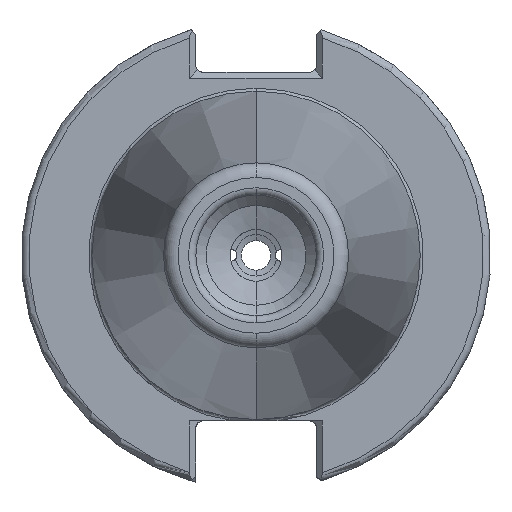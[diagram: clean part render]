
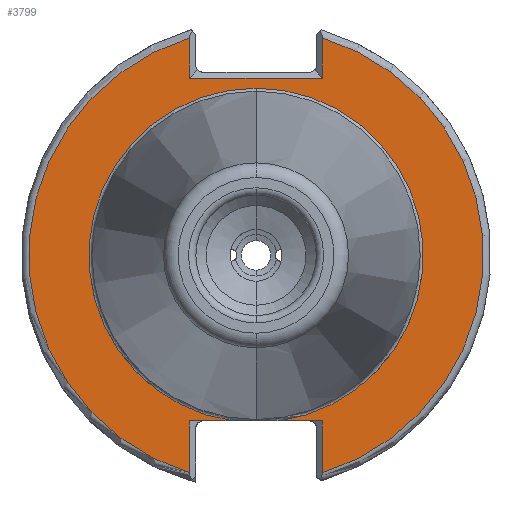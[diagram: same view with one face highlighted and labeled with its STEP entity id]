
A CAD part, left-side view. The second image highlights one B-rep face of the part: STEP entity #3799.
In plain terms, the highlighted planar face has unit normal (-1, 0, 0).
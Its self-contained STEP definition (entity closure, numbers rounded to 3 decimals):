
#17 = DIRECTION ( 'NONE',  ( 1., 0., 0. ) ) ;
#20 = AXIS2_PLACEMENT_3D ( 'NONE', #4817, #17, #72 ) ;
#28 = ORIENTED_EDGE ( 'NONE', *, *, #3355, .T. ) ;
#43 = CARTESIAN_POINT ( 'NONE',  ( -76.82, -8.99, -29.433 ) ) ;
#67 = VECTOR ( 'NONE', #1046, 1000. ) ;
#72 = DIRECTION ( 'NONE',  ( 0., 0., -1. ) ) ;
#97 = CARTESIAN_POINT ( 'NONE',  ( -76.82, 8.99, 30.701 ) ) ;
#130 = DIRECTION ( 'NONE',  ( 0., 0., 1. ) ) ;
#160 = VERTEX_POINT ( 'NONE', #1394 ) ;
#185 = VECTOR ( 'NONE', #435, 1000. ) ;
#212 = CARTESIAN_POINT ( 'NONE',  ( -76.82, 8.99, 24. ) ) ;
#249 = ORIENTED_EDGE ( 'NONE', *, *, #3291, .T. ) ;
#435 = DIRECTION ( 'NONE',  ( 0., 0., 1. ) ) ;
#488 = VECTOR ( 'NONE', #2145, 1000. ) ;
#517 = CARTESIAN_POINT ( 'NONE',  ( -76.82, 0., 0. ) ) ;
#528 = DIRECTION ( 'NONE',  ( -1., 0., 0. ) ) ;
#543 = DIRECTION ( 'NONE',  ( 0., 0., -1. ) ) ;
#554 = CARTESIAN_POINT ( 'NONE',  ( -76.82, 8.99, 0. ) ) ;
#702 = CARTESIAN_POINT ( 'NONE',  ( -76.82, -3.112, -22.41 ) ) ;
#922 = CARTESIAN_POINT ( 'NONE',  ( -76.82, 0., 22.625 ) ) ;
#933 = CARTESIAN_POINT ( 'NONE',  ( -76.82, 8.99, 29.433 ) ) ;
#1046 = DIRECTION ( 'NONE',  ( 0., -1., 0. ) ) ;
#1170 = CARTESIAN_POINT ( 'NONE',  ( -76.82, -8.19, -22.41 ) ) ;
#1181 = VERTEX_POINT ( 'NONE', #212 ) ;
#1212 = ORIENTED_EDGE ( 'NONE', *, *, #3454, .T. ) ;
#1393 = VERTEX_POINT ( 'NONE', #4319 ) ;
#1394 = CARTESIAN_POINT ( 'NONE',  ( -76.82, 8.99, -22.41 ) ) ;
#1464 = CARTESIAN_POINT ( 'NONE',  ( -76.82, 3.112, -22.41 ) ) ;
#1489 = EDGE_LOOP ( 'NONE', ( #249, #28, #3151, #4082, #2465, #2402, #1212, #1958, #2008, #4092, #2895 ) ) ;
#1492 = LINE ( 'NONE', #2050, #488 ) ;
#1551 = LINE ( 'NONE', #97, #3414 ) ;
#1624 = CARTESIAN_POINT ( 'NONE',  ( -76.82, -8.19, -22.41 ) ) ;
#1682 = DIRECTION ( 'NONE',  ( 0., -1., 0. ) ) ;
#1701 = CARTESIAN_POINT ( 'NONE',  ( -76.82, -8.99, 0. ) ) ;
#1761 = DIRECTION ( 'NONE',  ( 0., 0., -1. ) ) ;
#1773 = VERTEX_POINT ( 'NONE', #43 ) ;
#1842 = EDGE_CURVE ( 'NONE', #4513, #4164, #3133, .T. ) ;
#1867 = DIRECTION ( 'NONE',  ( 0., 0., 1. ) ) ;
#1958 = ORIENTED_EDGE ( 'NONE', *, *, #3472, .T. ) ;
#2008 = ORIENTED_EDGE ( 'NONE', *, *, #3499, .T. ) ;
#2017 = CARTESIAN_POINT ( 'NONE',  ( -76.82, 0., 24. ) ) ;
#2050 = CARTESIAN_POINT ( 'NONE',  ( -76.82, -8.99, 24.8 ) ) ;
#2059 = CARTESIAN_POINT ( 'NONE',  ( -76.82, 0., 0. ) ) ;
#2076 = DIRECTION ( 'NONE',  ( -1., 0., 0. ) ) ;
#2092 = DIRECTION ( 'NONE',  ( 0., 0., -1. ) ) ;
#2145 = DIRECTION ( 'NONE',  ( 0., 0., -1. ) ) ;
#2196 = LINE ( 'NONE', #554, #185 ) ;
#2231 = CARTESIAN_POINT ( 'NONE',  ( -76.82, 0., 0. ) ) ;
#2270 = DIRECTION ( 'NONE',  ( 0., 1., 0. ) ) ;
#2402 = ORIENTED_EDGE ( 'NONE', *, *, #1842, .F. ) ;
#2420 = VERTEX_POINT ( 'NONE', #1464 ) ;
#2465 = ORIENTED_EDGE ( 'NONE', *, *, #2779, .F. ) ;
#2504 = CARTESIAN_POINT ( 'NONE',  ( -76.82, 0., 0. ) ) ;
#2541 = CIRCLE ( 'NONE', #4273, 22.625 ) ;
#2599 = LINE ( 'NONE', #2017, #3357 ) ;
#2718 = LINE ( 'NONE', #1701, #4487 ) ;
#2779 = EDGE_CURVE ( 'NONE', #4164, #2420, #2541, .T. ) ;
#2795 = CARTESIAN_POINT ( 'NONE',  ( -76.82, -8.99, -22.41 ) ) ;
#2847 = VERTEX_POINT ( 'NONE', #2795 ) ;
#2872 = CARTESIAN_POINT ( 'NONE',  ( -76.82, 8.99, -29.433 ) ) ;
#2884 = AXIS2_PLACEMENT_3D ( 'NONE', #2059, #2076, #2092 ) ;
#2895 = ORIENTED_EDGE ( 'NONE', *, *, #3527, .T. ) ;
#2953 = LINE ( 'NONE', #1170, #67 ) ;
#3133 = CIRCLE ( 'NONE', #3964, 22.625 ) ;
#3151 = ORIENTED_EDGE ( 'NONE', *, *, #3364, .T. ) ;
#3291 = EDGE_CURVE ( 'NONE', #1181, #4433, #1551, .T. ) ;
#3355 = EDGE_CURVE ( 'NONE', #4433, #4353, #4302, .T. ) ;
#3357 = VECTOR ( 'NONE', #2270, 1000. ) ;
#3364 = EDGE_CURVE ( 'NONE', #4353, #160, #2196, .T. ) ;
#3410 = EDGE_CURVE ( 'NONE', #160, #2420, #2953, .T. ) ;
#3414 = VECTOR ( 'NONE', #130, 1000. ) ;
#3454 = EDGE_CURVE ( 'NONE', #4513, #2847, #4712, .T. ) ;
#3468 = CIRCLE ( 'NONE', #2884, 30.775 ) ;
#3472 = EDGE_CURVE ( 'NONE', #2847, #1773, #2718, .T. ) ;
#3499 = EDGE_CURVE ( 'NONE', #1773, #4328, #3468, .T. ) ;
#3507 = EDGE_CURVE ( 'NONE', #4328, #1393, #1492, .T. ) ;
#3527 = EDGE_CURVE ( 'NONE', #1393, #1181, #2599, .T. ) ;
#3568 = CARTESIAN_POINT ( 'NONE',  ( -76.82, -8.99, 29.433 ) ) ;
#3633 = FACE_OUTER_BOUND ( 'NONE', #1489, .T. ) ;
#3655 = DIRECTION ( 'NONE',  ( 0., 0., 1. ) ) ;
#3799 = ADVANCED_FACE ( 'NONE', ( #3633 ), #4677, .F. ) ;
#3964 = AXIS2_PLACEMENT_3D ( 'NONE', #2231, #4476, #1867 ) ;
#4082 = ORIENTED_EDGE ( 'NONE', *, *, #3410, .T. ) ;
#4092 = ORIENTED_EDGE ( 'NONE', *, *, #3507, .T. ) ;
#4164 = VERTEX_POINT ( 'NONE', #922 ) ;
#4273 = AXIS2_PLACEMENT_3D ( 'NONE', #2504, #4330, #3655 ) ;
#4302 = CIRCLE ( 'NONE', #4748, 30.775 ) ;
#4319 = CARTESIAN_POINT ( 'NONE',  ( -76.82, -8.99, 24. ) ) ;
#4328 = VERTEX_POINT ( 'NONE', #3568 ) ;
#4330 = DIRECTION ( 'NONE',  ( -1., 0., 0. ) ) ;
#4353 = VERTEX_POINT ( 'NONE', #2872 ) ;
#4433 = VERTEX_POINT ( 'NONE', #933 ) ;
#4476 = DIRECTION ( 'NONE',  ( -1., 0., 0. ) ) ;
#4487 = VECTOR ( 'NONE', #1761, 1000. ) ;
#4513 = VERTEX_POINT ( 'NONE', #702 ) ;
#4606 = VECTOR ( 'NONE', #1682, 1000. ) ;
#4677 = PLANE ( 'NONE',  #20 ) ;
#4712 = LINE ( 'NONE', #1624, #4606 ) ;
#4748 = AXIS2_PLACEMENT_3D ( 'NONE', #517, #528, #543 ) ;
#4817 = CARTESIAN_POINT ( 'NONE',  ( -76.82, 0., 0. ) ) ;
